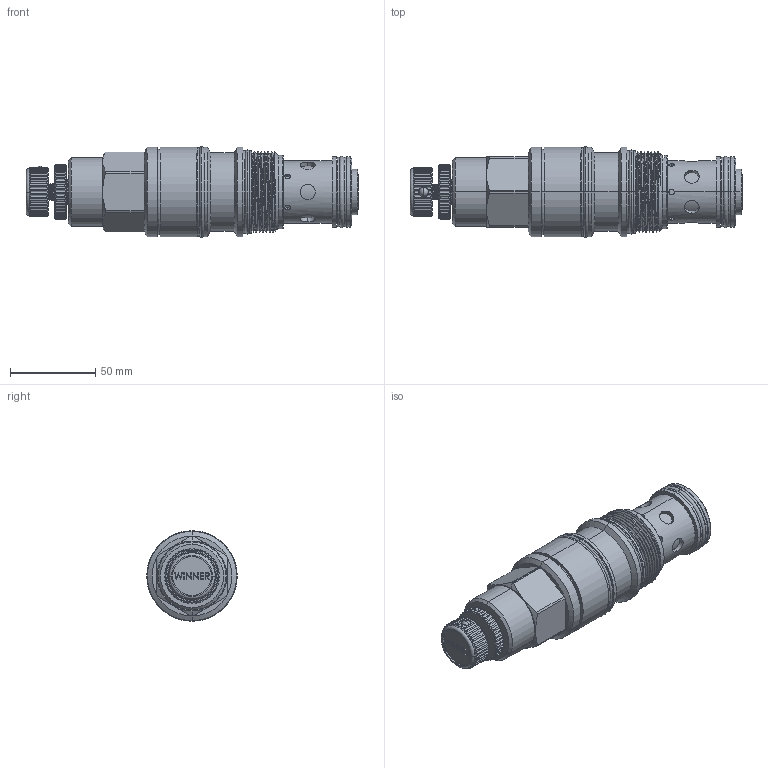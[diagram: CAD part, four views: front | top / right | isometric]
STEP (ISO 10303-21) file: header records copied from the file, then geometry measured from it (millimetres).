
FILE_DESCRIPTION (( 'STEP AP203' ), '1' );
FILE_NAME ('CA19A3B(3E)-K.STEP', '2021-06-21T08:35:41', ( '' ), ( '' ), 'SwSTEP 2.0', 'SolidWorks 2018', '' );
FILE_SCHEMA (( 'CONFIG_CONTROL_DESIGN' ));
Length unit declared in the file: millimetre
Products named in the file (1): CA19A3B(3E)-K
Bounding box: 194.7 x 53.11 x 53.11 mm (x, y, z)
Volume: 274937.8 mm3; surface area: 44099.4 mm2
Topology: 3 solids, 5 shells, 596 faces, 1542 edges, 999 vertices
Faces by surface type: cylinder 376, plane 129, cone 45, torus 28, bspline 14, sphere 4
Entity records: 28841 total; most frequent: CARTESIAN_POINT 14783, ORIENTED_EDGE 3084, DIRECTION 2715, EDGE_CURVE 1542, AXIS2_PLACEMENT_3D 1043, VERTEX_POINT 999, EDGE_LOOP 645, LINE 629
